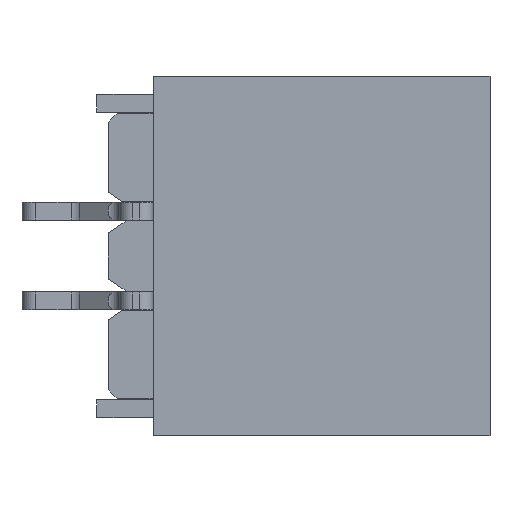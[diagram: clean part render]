
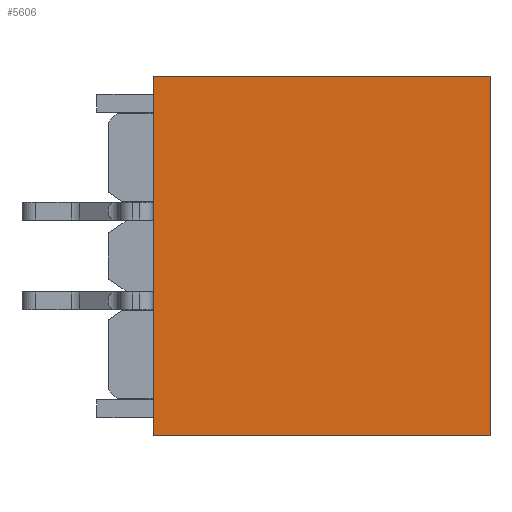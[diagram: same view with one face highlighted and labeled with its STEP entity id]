
A CAD part, left-side view. The second image highlights one B-rep face of the part: STEP entity #5606.
In plain terms, the highlighted planar face has unit normal (-1, 0, 0).
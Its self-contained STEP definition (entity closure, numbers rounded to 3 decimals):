
#53=DIRECTION('',(0.,0.,1.));
#54=VECTOR('',#53,4.);
#55=CARTESIAN_POINT('',(-73.528,103.963,-0.823));
#56=LINE('',#55,#54);
#57=DIRECTION('',(0.,0.,-1.));
#58=VECTOR('',#57,4.);
#59=CARTESIAN_POINT('',(-73.528,100.213,3.177));
#60=LINE('',#59,#58);
#61=DIRECTION('',(0.,-1.,0.));
#62=VECTOR('',#61,3.75);
#63=CARTESIAN_POINT('',(-73.528,103.963,-0.823));
#64=LINE('',#63,#62);
#341=DIRECTION('',(0.,-1.,0.));
#342=VECTOR('',#341,3.75);
#343=CARTESIAN_POINT('',(-73.528,103.963,3.177));
#344=LINE('',#343,#342);
#4891=CARTESIAN_POINT('',(-73.528,103.963,-0.823));
#4892=VERTEX_POINT('',#4891);
#4901=CARTESIAN_POINT('',(-73.528,100.213,-0.823));
#4902=VERTEX_POINT('',#4901);
#4937=CARTESIAN_POINT('',(-73.528,103.963,3.177));
#4938=VERTEX_POINT('',#4937);
#4963=CARTESIAN_POINT('',(-73.528,100.213,3.177));
#4965=VERTEX_POINT('',#4963);
#5592=CARTESIAN_POINT('',(-73.528,100.213,6.427));
#5593=DIRECTION('',(-1.,0.,0.));
#5594=DIRECTION('',(0.,0.,1.));
#5595=AXIS2_PLACEMENT_3D('',#5592,#5593,#5594);
#5596=PLANE('',#5595);
#5598=ORIENTED_EDGE('',*,*,#5597,.T.);
#5600=ORIENTED_EDGE('',*,*,#5599,.T.);
#5601=ORIENTED_EDGE('',*,*,#5539,.T.);
#5603=ORIENTED_EDGE('',*,*,#5602,.F.);
#5604=EDGE_LOOP('',(#5598,#5600,#5601,#5603));
#5605=FACE_OUTER_BOUND('',#5604,.F.);
#5539=EDGE_CURVE('',#4965,#4902,#60,.T.);
#5597=EDGE_CURVE('',#4892,#4938,#56,.T.);
#5599=EDGE_CURVE('',#4938,#4965,#344,.T.);
#5602=EDGE_CURVE('',#4892,#4902,#64,.T.);
#5606=ADVANCED_FACE('',(#5605),#5596,.T.);
